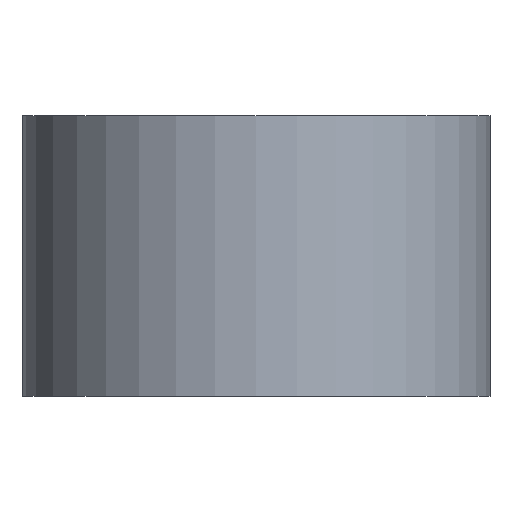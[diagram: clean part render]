
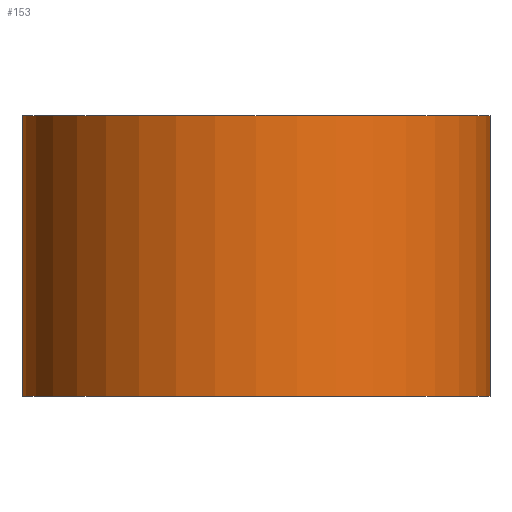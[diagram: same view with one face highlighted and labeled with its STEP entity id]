
A CAD part, left-side view. The second image highlights one B-rep face of the part: STEP entity #153.
In plain terms, the highlighted cylindrical face has radius 12.5 mm (diameter 25 mm), a full revolution.
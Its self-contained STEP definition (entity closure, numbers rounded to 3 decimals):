
#27=B_SPLINE_CURVE_WITH_KNOTS('',3,(#274,#275,#276,#277,#278,#279,#280,
#281,#282,#283,#284,#285,#286,#287,#288,#289,#290,#291,#292,#293,#294,#295,
#296,#297,#298,#299),.UNSPECIFIED.,.F.,.F.,(4,2,2,2,2,2,2,2,2,2,2,2,4),
(0.,0.041,0.086,0.193,
0.436,0.71,0.965,1.221,
1.495,1.738,1.845,1.889,1.931),
 .UNSPECIFIED.);
#28=B_SPLINE_CURVE_WITH_KNOTS('',3,(#300,#301,#302,#303,#304,#305,#306,
#307,#308,#309,#310,#311,#312,#313,#314,#315,#316,#317,#318,#319,#320,#321,
#322,#323,#324,#325),.UNSPECIFIED.,.F.,.F.,(4,2,2,2,2,2,2,2,2,2,2,2,4),
(0.,0.041,0.086,0.193,
0.436,0.71,0.965,1.221,1.495,
1.738,1.845,1.889,1.931),
 .UNSPECIFIED.);
#30=LINE('',#271,#34);
#34=VECTOR('',#221,12.5);
#38=CYLINDRICAL_SURFACE('',#185,12.5);
#42=FACE_BOUND('',#59,.T.);
#48=FACE_OUTER_BOUND('',#58,.T.);
#58=EDGE_LOOP('',(#117,#118,#119,#120));
#59=EDGE_LOOP('',(#121,#122));
#69=CIRCLE('',#181,12.5);
#72=CIRCLE('',#186,12.5);
#81=VERTEX_POINT('',#260);
#84=VERTEX_POINT('',#269);
#85=VERTEX_POINT('',#272);
#86=VERTEX_POINT('',#273);
#93=EDGE_CURVE('',#81,#81,#69,.T.);
#97=EDGE_CURVE('',#84,#84,#72,.T.);
#98=EDGE_CURVE('',#84,#81,#30,.T.);
#99=EDGE_CURVE('',#85,#86,#27,.T.);
#100=EDGE_CURVE('',#86,#85,#28,.T.);
#117=ORIENTED_EDGE('',*,*,#97,.F.);
#118=ORIENTED_EDGE('',*,*,#98,.T.);
#119=ORIENTED_EDGE('',*,*,#93,.F.);
#120=ORIENTED_EDGE('',*,*,#98,.F.);
#121=ORIENTED_EDGE('',*,*,#99,.T.);
#122=ORIENTED_EDGE('',*,*,#100,.T.);
#153=ADVANCED_FACE('',(#48,#42),#38,.T.);
#181=AXIS2_PLACEMENT_3D('',#261,#208,#209);
#185=AXIS2_PLACEMENT_3D('',#268,#217,#218);
#186=AXIS2_PLACEMENT_3D('',#270,#219,#220);
#208=DIRECTION('center_axis',(0.,0.,-1.));
#209=DIRECTION('ref_axis',(1.,0.,0.));
#217=DIRECTION('center_axis',(0.,0.,1.));
#218=DIRECTION('ref_axis',(1.,0.,0.));
#219=DIRECTION('center_axis',(0.,0.,1.));
#220=DIRECTION('ref_axis',(1.,0.,0.));
#221=DIRECTION('',(0.,0.,-1.));
#260=CARTESIAN_POINT('',(-12.5,0.,-7.5));
#261=CARTESIAN_POINT('Origin',(0.,0.,-7.5));
#268=CARTESIAN_POINT('Origin',(0.,0.,0.));
#269=CARTESIAN_POINT('',(-12.5,0.,7.5));
#270=CARTESIAN_POINT('Origin',(0.,0.,7.5));
#271=CARTESIAN_POINT('',(-12.5,0.,0.));
#272=CARTESIAN_POINT('',(7.5,-10.,0.));
#273=CARTESIAN_POINT('',(7.5,10.,0.));
#274=CARTESIAN_POINT('Ctrl Pts',(7.5,-10.,0.));
#275=CARTESIAN_POINT('Ctrl Pts',(7.5,-10.,0.137));
#276=CARTESIAN_POINT('Ctrl Pts',(7.515,-9.989,0.272));
#277=CARTESIAN_POINT('Ctrl Pts',(7.574,-9.944,0.549));
#278=CARTESIAN_POINT('Ctrl Pts',(7.62,-9.909,0.687));
#279=CARTESIAN_POINT('Ctrl Pts',(7.81,-9.761,1.131));
#280=CARTESIAN_POINT('Ctrl Pts',(8.003,-9.606,1.414));
#281=CARTESIAN_POINT('Ctrl Pts',(8.646,-9.047,2.21));
#282=CARTESIAN_POINT('Ctrl Pts',(9.267,-8.452,2.746));
#283=CARTESIAN_POINT('Ctrl Pts',(10.605,-6.718,3.771));
#284=CARTESIAN_POINT('Ctrl Pts',(11.302,-5.545,4.232));
#285=CARTESIAN_POINT('Ctrl Pts',(12.256,-2.824,4.85));
#286=CARTESIAN_POINT('Ctrl Pts',(12.5,-1.422,5.));
#287=CARTESIAN_POINT('Ctrl Pts',(12.5,1.422,5.));
#288=CARTESIAN_POINT('Ctrl Pts',(12.256,2.824,4.85));
#289=CARTESIAN_POINT('Ctrl Pts',(11.302,5.545,4.232));
#290=CARTESIAN_POINT('Ctrl Pts',(10.605,6.718,3.771));
#291=CARTESIAN_POINT('Ctrl Pts',(9.267,8.452,2.746));
#292=CARTESIAN_POINT('Ctrl Pts',(8.646,9.047,2.21));
#293=CARTESIAN_POINT('Ctrl Pts',(8.003,9.606,1.414));
#294=CARTESIAN_POINT('Ctrl Pts',(7.81,9.761,1.131));
#295=CARTESIAN_POINT('Ctrl Pts',(7.62,9.909,0.687));
#296=CARTESIAN_POINT('Ctrl Pts',(7.574,9.944,0.549));
#297=CARTESIAN_POINT('Ctrl Pts',(7.515,9.989,0.272));
#298=CARTESIAN_POINT('Ctrl Pts',(7.5,10.,0.137));
#299=CARTESIAN_POINT('Ctrl Pts',(7.5,10.,0.));
#300=CARTESIAN_POINT('Ctrl Pts',(7.5,10.,0.));
#301=CARTESIAN_POINT('Ctrl Pts',(7.5,10.,-0.137));
#302=CARTESIAN_POINT('Ctrl Pts',(7.515,9.989,-0.272));
#303=CARTESIAN_POINT('Ctrl Pts',(7.574,9.944,-0.549));
#304=CARTESIAN_POINT('Ctrl Pts',(7.62,9.909,-0.687));
#305=CARTESIAN_POINT('Ctrl Pts',(7.81,9.761,-1.131));
#306=CARTESIAN_POINT('Ctrl Pts',(8.003,9.606,-1.414));
#307=CARTESIAN_POINT('Ctrl Pts',(8.646,9.047,-2.21));
#308=CARTESIAN_POINT('Ctrl Pts',(9.267,8.452,-2.746));
#309=CARTESIAN_POINT('Ctrl Pts',(10.605,6.718,-3.771));
#310=CARTESIAN_POINT('Ctrl Pts',(11.302,5.545,-4.232));
#311=CARTESIAN_POINT('Ctrl Pts',(12.256,2.824,-4.85));
#312=CARTESIAN_POINT('Ctrl Pts',(12.5,1.422,-5.));
#313=CARTESIAN_POINT('Ctrl Pts',(12.5,-1.422,-5.));
#314=CARTESIAN_POINT('Ctrl Pts',(12.256,-2.824,-4.85));
#315=CARTESIAN_POINT('Ctrl Pts',(11.302,-5.545,-4.232));
#316=CARTESIAN_POINT('Ctrl Pts',(10.605,-6.718,-3.771));
#317=CARTESIAN_POINT('Ctrl Pts',(9.267,-8.452,-2.746));
#318=CARTESIAN_POINT('Ctrl Pts',(8.646,-9.047,-2.21));
#319=CARTESIAN_POINT('Ctrl Pts',(8.003,-9.606,-1.414));
#320=CARTESIAN_POINT('Ctrl Pts',(7.81,-9.761,-1.131));
#321=CARTESIAN_POINT('Ctrl Pts',(7.62,-9.909,-0.687));
#322=CARTESIAN_POINT('Ctrl Pts',(7.574,-9.944,-0.549));
#323=CARTESIAN_POINT('Ctrl Pts',(7.515,-9.989,-0.272));
#324=CARTESIAN_POINT('Ctrl Pts',(7.5,-10.,-0.137));
#325=CARTESIAN_POINT('Ctrl Pts',(7.5,-10.,0.));
